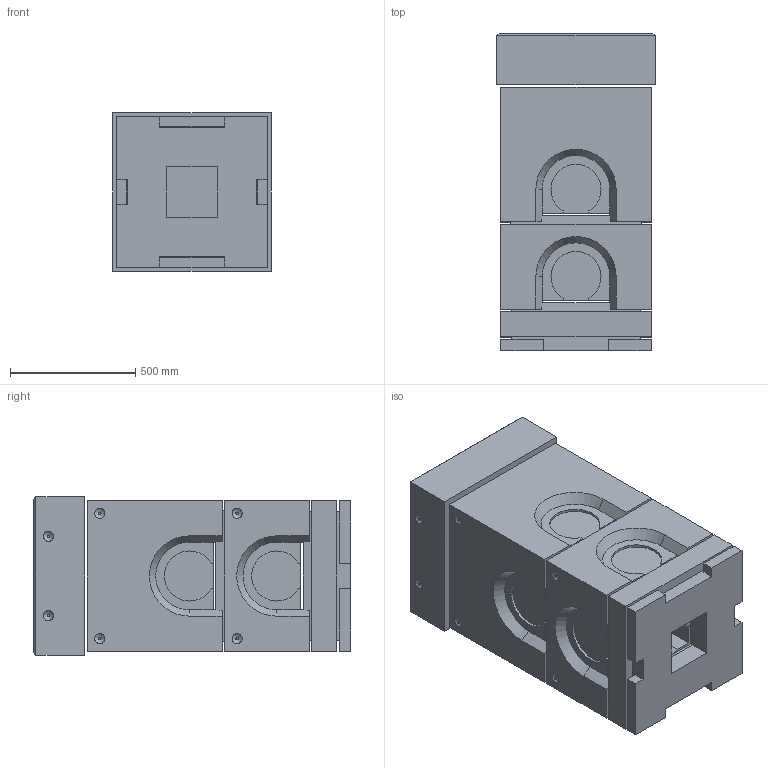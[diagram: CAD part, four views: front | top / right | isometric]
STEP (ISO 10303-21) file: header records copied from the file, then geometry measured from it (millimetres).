
FILE_DESCRIPTION (( 'STEP AP214' ), '1' );
FILE_NAME ('SC-TR.0404.120.ef.STEP', '2020-05-12T07:44:45', ( '' ), ( '' ), 'SwSTEP 2.0', 'SolidWorks 2018', '' );
FILE_SCHEMA (( 'AUTOMOTIVE_DESIGN' ));
Length unit declared in the file: millimetre
Products named in the file (1): SC-TR.0404.120.ef
Bounding box: 633 x 1266.16 x 633 mm (x, y, z)
Surface area: 5690909.6 mm2 (no closed solid volume)
Topology: 0 solids, 77 shells, 329 faces, 2163 edges, 1892 vertices
Faces by surface type: plane 218, cylinder 68, bspline 26, cone 13, torus 4
Full cylindrical faces by diameter (mm): 5.81 x12, 10 x10, 26.5 x4, 32 x1, 35 x4, 40 x9
Entity records: 32704 total; most frequent: CARTESIAN_POINT 14366, ORIENTED_EDGE 2634, DIRECTION 2353, EDGE_CURVE 2093, VERTEX_POINT 1871, VECTOR 1355, LINE 1355, B_SPLINE_CURVE_WITH_KNOTS 543
